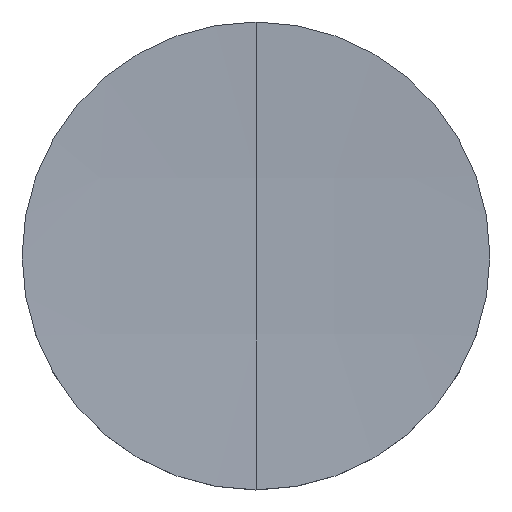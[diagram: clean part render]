
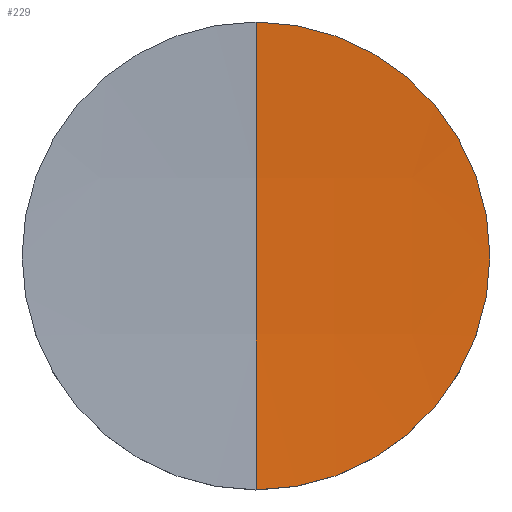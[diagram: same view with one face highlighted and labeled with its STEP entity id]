
A CAD part, top view. The second image highlights one B-rep face of the part: STEP entity #229.
In plain terms, the highlighted free-form (B-spline) face has degree [3, 3] with [4, 4] control points.
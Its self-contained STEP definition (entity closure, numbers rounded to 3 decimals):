
#11 = CARTESIAN_POINT ( 'NONE',  ( 0., 12.7, 3.21 ) ) ;
#14 = CARTESIAN_POINT ( 'NONE',  ( 12.781, -4.288, 3.108 ) ) ;
#16 = CARTESIAN_POINT ( 'NONE',  ( 0., -12.852, 3.218 ) ) ;
#17 = CARTESIAN_POINT ( 'NONE',  ( 8.524, 4.288, 2.899 ) ) ;
#19 = CARTESIAN_POINT ( 'NONE',  ( 4.263, 4.288, 2.794 ) ) ;
#20 = DIRECTION ( 'NONE',  ( 1., 0., 0. ) ) ;
#21 = EDGE_CURVE ( 'NONE', #46, #161, #226, .T. ) ;
#42 = CIRCLE ( 'NONE', #245, 12.7 ) ;
#46 = VERTEX_POINT ( 'NONE', #11 ) ;
#53 =( BOUNDED_SURFACE ( )  B_SPLINE_SURFACE ( 3, 3, ( 
 ( #188, #116, #72, #139 ),
 ( #92, #17, #19, #244 ),
 ( #14, #250, #246, #174 ),
 ( #104, #157, #106, #16 ) ),
 .UNSPECIFIED., .F., .F., .F. ) 
 B_SPLINE_SURFACE_WITH_KNOTS ( ( 4, 4 ),
 ( 4, 4 ),
 ( 0., 1. ),
 ( 0., 1. ),
 .UNSPECIFIED. ) 
 GEOMETRIC_REPRESENTATION_ITEM ( )  RATIONAL_B_SPLINE_SURFACE ( (
 ( 1., 1., 1., 1.),
 ( 0.999, 0.999, 0.999, 0.999),
 ( 0.999, 0.999, 0.999, 0.999),
 ( 1., 1., 1., 1.) ) ) 
 REPRESENTATION_ITEM ( '' )  SURFACE ( )  );
#63 = DIRECTION ( 'NONE',  ( 1., 0., 0. ) ) ;
#67 = CARTESIAN_POINT ( 'NONE',  ( 0., -12.7, 3.21 ) ) ;
#72 = CARTESIAN_POINT ( 'NONE',  ( 4.256, 12.852, 3.218 ) ) ;
#84 = CIRCLE ( 'NONE', #253, 12.7 ) ;
#92 = CARTESIAN_POINT ( 'NONE',  ( 12.781, 4.288, 3.108 ) ) ;
#101 = DIRECTION ( 'NONE',  ( 0., 0., -1. ) ) ;
#104 = CARTESIAN_POINT ( 'NONE',  ( 12.761, -12.852, 3.532 ) ) ;
#106 = CARTESIAN_POINT ( 'NONE',  ( 4.256, -12.852, 3.218 ) ) ;
#115 = ORIENTED_EDGE ( 'NONE', *, *, #21, .T. ) ;
#116 = CARTESIAN_POINT ( 'NONE',  ( 8.51, 12.852, 3.323 ) ) ;
#124 = EDGE_LOOP ( 'NONE', ( #138, #115, #187 ) ) ;
#138 = ORIENTED_EDGE ( 'NONE', *, *, #284, .F. ) ;
#139 = CARTESIAN_POINT ( 'NONE',  ( 0., 12.852, 3.218 ) ) ;
#145 = DIRECTION ( 'NONE',  ( -1., 0., 0. ) ) ;
#148 = CARTESIAN_POINT ( 'NONE',  ( 0., 0., 262.8 ) ) ;
#156 = CARTESIAN_POINT ( 'NONE',  ( 0., 0., 3.21 ) ) ;
#157 = CARTESIAN_POINT ( 'NONE',  ( 8.51, -12.852, 3.323 ) ) ;
#161 = VERTEX_POINT ( 'NONE', #67 ) ;
#171 = VERTEX_POINT ( 'NONE', #183 ) ;
#174 = CARTESIAN_POINT ( 'NONE',  ( 0., -4.288, 2.794 ) ) ;
#183 = CARTESIAN_POINT ( 'NONE',  ( 12.7, 0., 3.21 ) ) ;
#187 = ORIENTED_EDGE ( 'NONE', *, *, #238, .F. ) ;
#188 = CARTESIAN_POINT ( 'NONE',  ( 12.761, 12.852, 3.532 ) ) ;
#208 = FACE_OUTER_BOUND ( 'NONE', #124, .T. ) ;
#226 = CIRCLE ( 'NONE', #276, 259.9 ) ;
#229 = ADVANCED_FACE ( 'NONE', ( #208 ), #53, .F. ) ;
#238 = EDGE_CURVE ( 'NONE', #171, #161, #42, .T. ) ;
#242 = DIRECTION ( 'NONE',  ( 0., 1., 0. ) ) ;
#244 = CARTESIAN_POINT ( 'NONE',  ( 0., 4.288, 2.794 ) ) ;
#245 = AXIS2_PLACEMENT_3D ( 'NONE', #156, #267, #63 ) ;
#246 = CARTESIAN_POINT ( 'NONE',  ( 4.263, -4.288, 2.794 ) ) ;
#249 = CARTESIAN_POINT ( 'NONE',  ( 0., 0., 3.21 ) ) ;
#250 = CARTESIAN_POINT ( 'NONE',  ( 8.524, -4.288, 2.899 ) ) ;
#253 = AXIS2_PLACEMENT_3D ( 'NONE', #249, #101, #20 ) ;
#267 = DIRECTION ( 'NONE',  ( 0., 0., -1. ) ) ;
#276 = AXIS2_PLACEMENT_3D ( 'NONE', #148, #145, #242 ) ;
#284 = EDGE_CURVE ( 'NONE', #46, #171, #84, .T. ) ;
